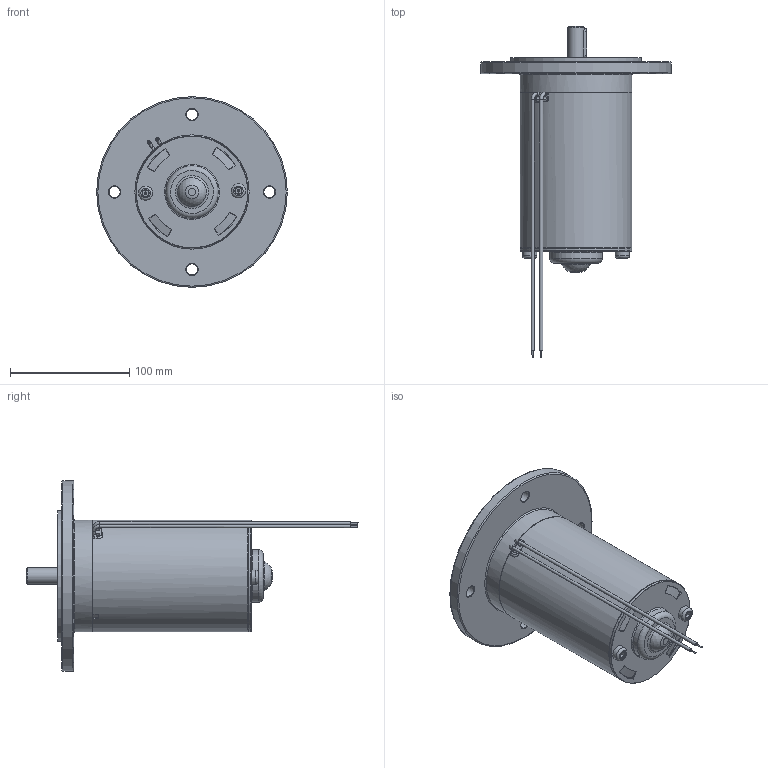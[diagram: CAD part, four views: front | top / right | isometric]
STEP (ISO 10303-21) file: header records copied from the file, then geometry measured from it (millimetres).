
FILE_DESCRIPTION(/* description */ (''),/* implementation_level */ '2;1');
FILE_NAME(/* name */ 'Silnik 370 000 020 model 3D.stp',/* time_stamp */ '2022-04-25T10:02:28+02:00',/* author */ ('gpogoda'),/* organization */ (''),/* preprocessor_version */ 'ST-DEVELOPER v16.5',/* originating_system */ 'Autodesk Inventor 2017',/* authorisation */ '');
FILE_SCHEMA (('AUTOMOTIVE_DESIGN { 1 0 10303 214 3 1 1 }'));
Length unit declared in the file: millimetre
Products named in the file (1): Silnik 370 000 020 model 3D
Bounding box: 160 x 278.71 x 160 mm (x, y, z)
Volume: 454995.7 mm3; surface area: 173061.8 mm2
Topology: 1 solids, 1 shells, 697 faces, 1711 edges, 1055 vertices
Faces by surface type: plane 283, cylinder 220, torus 83, cone 61, bspline 26, sphere 24
Full cylindrical faces by diameter (mm): 1.3 x2, 2.5 x6, 2.8 x7, 3 x4, 5 x6, 5.1 x2, 5.2 x2, 6 x2, 6.2 x2, 8.2 x2, 9.4 x4, 11.7 x1, 12 x3, 13.9 x2, 14 x1, 15 x2, 17 x1, 19 x2, 28 x3, 32 x1, 33 x1, 38 x2, 39 x1, 44 x1, 62 x1, 68 x1, 86 x1, 94 x3, 102 x1, 110 x1
Entity records: 21188 total; most frequent: CARTESIAN_POINT 4994, DIRECTION 3611, ORIENTED_EDGE 3092, EDGE_CURVE 1546, AXIS2_PLACEMENT_3D 1451, VERTEX_POINT 1022, EDGE_LOOP 902, CIRCLE 721
